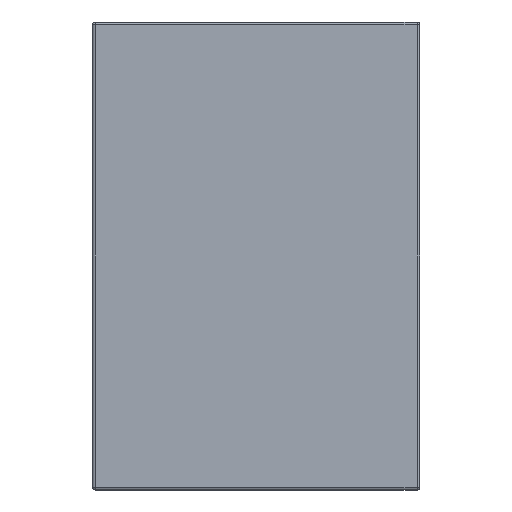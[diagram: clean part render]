
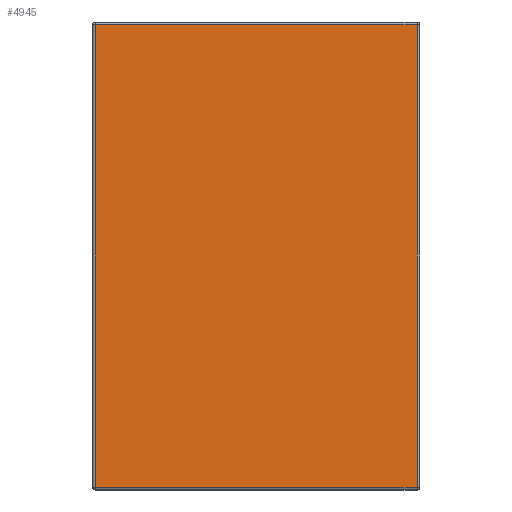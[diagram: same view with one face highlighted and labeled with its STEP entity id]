
A CAD part, left-side view. The second image highlights one B-rep face of the part: STEP entity #4945.
In plain terms, the highlighted planar face has unit normal (-1, 0, 0).
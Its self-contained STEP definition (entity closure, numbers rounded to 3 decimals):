
#165 = CARTESIAN_POINT ( 'NONE',  ( -2.85, 3.5, 2.47 ) ) ;
#295 = EDGE_CURVE ( 'NONE', #2883, #1416, #4909, .T. ) ;
#341 = CARTESIAN_POINT ( 'NONE',  ( -2.85, 3.47, -2.47 ) ) ;
#534 = LINE ( 'NONE', #165, #4651 ) ;
#729 = EDGE_CURVE ( 'NONE', #2992, #2476, #3175, .T. ) ;
#733 = EDGE_LOOP ( 'NONE', ( #4880, #5324, #1989, #5028 ) ) ;
#1017 = LINE ( 'NONE', #2703, #2079 ) ;
#1145 = DIRECTION ( 'NONE',  ( 0., 0., 1. ) ) ;
#1295 = FACE_OUTER_BOUND ( 'NONE', #733, .T. ) ;
#1416 = VERTEX_POINT ( 'NONE', #4533 ) ;
#1745 = VECTOR ( 'NONE', #1145, 1000. ) ;
#1887 = DIRECTION ( 'NONE',  ( 0., 1., 0. ) ) ;
#1989 = ORIENTED_EDGE ( 'NONE', *, *, #295, .T. ) ;
#2079 = VECTOR ( 'NONE', #2292, 1000. ) ;
#2097 = PLANE ( 'NONE',  #4197 ) ;
#2292 = DIRECTION ( 'NONE',  ( 0., -1., 0. ) ) ;
#2476 = VERTEX_POINT ( 'NONE', #341 ) ;
#2536 = VECTOR ( 'NONE', #2825, 1000. ) ;
#2703 = CARTESIAN_POINT ( 'NONE',  ( -2.85, 0., -2.47 ) ) ;
#2758 = CARTESIAN_POINT ( 'NONE',  ( -2.85, 0.03, -2.47 ) ) ;
#2825 = DIRECTION ( 'NONE',  ( 0., 0., -1. ) ) ;
#2883 = VERTEX_POINT ( 'NONE', #2758 ) ;
#2896 = DIRECTION ( 'NONE',  ( 0., 0., -1. ) ) ;
#2992 = VERTEX_POINT ( 'NONE', #5270 ) ;
#3175 = LINE ( 'NONE', #3263, #2536 ) ;
#3263 = CARTESIAN_POINT ( 'NONE',  ( -2.85, 3.47, -2.5 ) ) ;
#4197 = AXIS2_PLACEMENT_3D ( 'NONE', #5007, #5420, #2896 ) ;
#4533 = CARTESIAN_POINT ( 'NONE',  ( -2.85, 0.03, 2.47 ) ) ;
#4651 = VECTOR ( 'NONE', #1887, 1000. ) ;
#4783 = EDGE_CURVE ( 'NONE', #1416, #2992, #534, .T. ) ;
#4880 = ORIENTED_EDGE ( 'NONE', *, *, #729, .T. ) ;
#4909 = LINE ( 'NONE', #5320, #1745 ) ;
#4945 = ADVANCED_FACE ( 'NONE', ( #1295 ), #2097, .F. ) ;
#5007 = CARTESIAN_POINT ( 'NONE',  ( -2.85, 3.5, 0. ) ) ;
#5026 = EDGE_CURVE ( 'NONE', #2476, #2883, #1017, .T. ) ;
#5028 = ORIENTED_EDGE ( 'NONE', *, *, #4783, .T. ) ;
#5270 = CARTESIAN_POINT ( 'NONE',  ( -2.85, 3.47, 2.47 ) ) ;
#5320 = CARTESIAN_POINT ( 'NONE',  ( -2.85, 0.03, 0. ) ) ;
#5324 = ORIENTED_EDGE ( 'NONE', *, *, #5026, .T. ) ;
#5420 = DIRECTION ( 'NONE',  ( 1., 0., 0. ) ) ;
